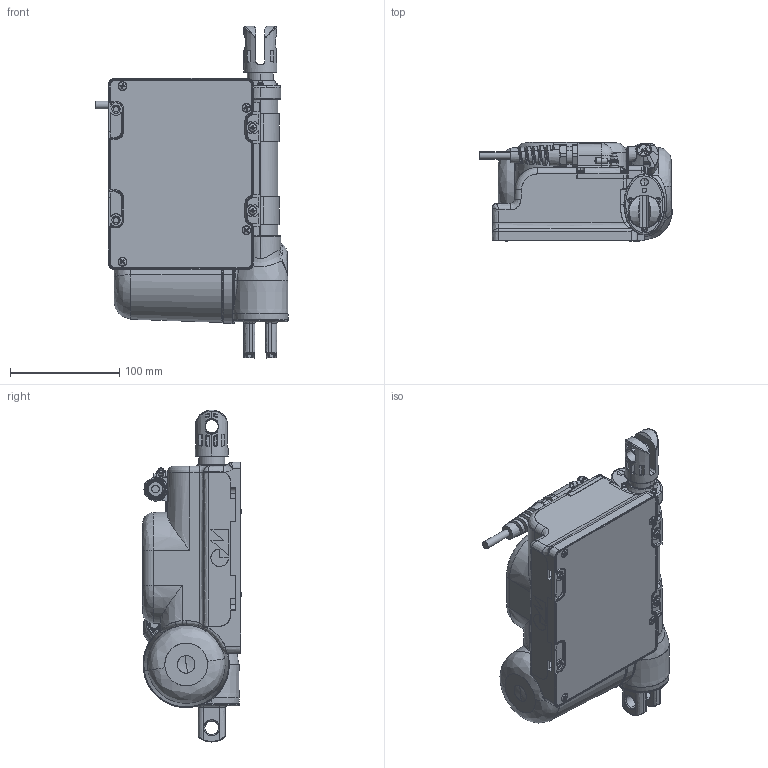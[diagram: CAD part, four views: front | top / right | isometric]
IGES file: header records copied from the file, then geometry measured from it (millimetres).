
Start section: SolidWorks IGES file using analytic representation for surfaces
Global section: file name: Megamat 2 + MCL.IGS; native system: SolidWorks 2012; preprocessor: SolidWorks 2012; author: CKuhn; date: 130827.075142; units: millimetre
Bounding box: 176.72 x 90.7 x 304 mm (x, y, z)
Surface area: 205314.4 mm2 (no closed solid volume)
Topology: 0 solids, 0 shells, 2329 faces, 27013 edges, 26988 vertices
Faces by surface type: bspline 1509, revolution 820
